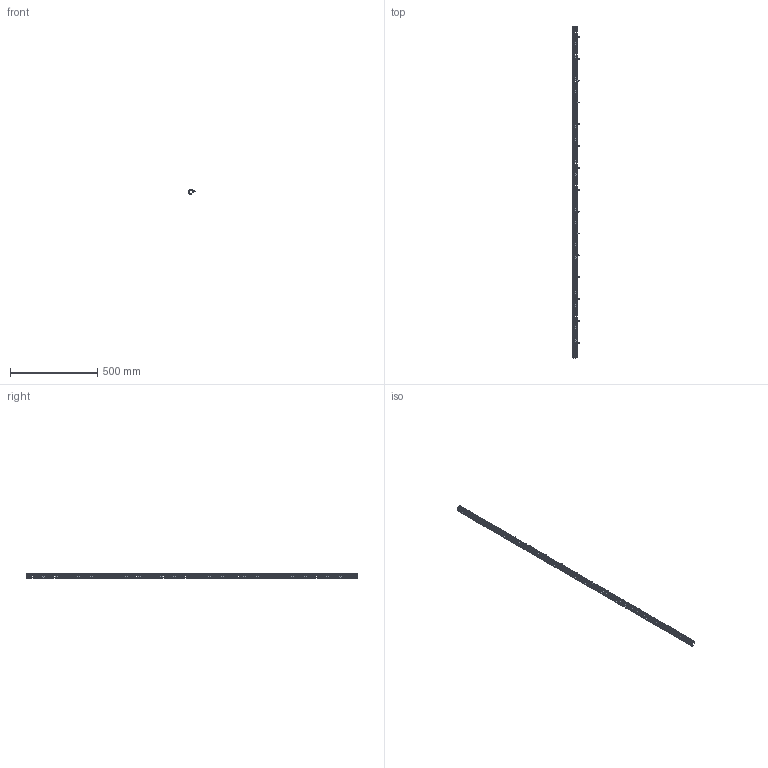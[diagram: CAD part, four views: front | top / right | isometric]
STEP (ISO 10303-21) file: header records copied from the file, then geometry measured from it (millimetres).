
FILE_DESCRIPTION (( 'STEP AP203' ), '1' );
FILE_NAME ('UR52800190202 Øèíà àäàïòåðíàÿ RS52 200.00 (000.801.528-01).STEP', '2022-04-18T10:24:11', ( '' ), ( '' ), 'SwSTEP 2.0', 'SolidWorks 2017', '' );
FILE_SCHEMA (( 'CONFIG_CONTROL_DESIGN' ));
Length unit declared in the file: millimetre
Products named in the file (3): 030-107 Øèíà àäàïòåðíàÿ_01 (200); Âèíò DIN 7500 C TORX_Œ5å12; UR52800190202 Øèíà àäàïòåðíàÿ RS52 200.00 (000.801.528-01)
Assembly tree (16 placements, depth 2):
  UR52800190202 Øèíà àäàïòåðíàÿ RS52 200.00 (000.801.528-01)
    030-107 Øèíà àäàïòåðíàÿ_01 (200)
    Âèíò DIN 7500 C TORX_Œ5å12  x15
Bounding box: 35.1 x 1900 x 24.5 mm (x, y, z)
Volume: 138867.6 mm3; surface area: 221896.8 mm2
Topology: 16 solids, 16 shells, 3126 faces, 9003 edges, 5680 vertices
Faces by surface type: plane 1756, cylinder 1280, cone 60, sphere 30
Entity records: 85880 total; most frequent: ORIENTED_EDGE 14870, CARTESIAN_POINT 14772, DIRECTION 14640, EDGE_CURVE 7435, VECTOR 5324, LINE 5324, AXIS2_PLACEMENT_3D 4658, VERTEX_POINT 4644
